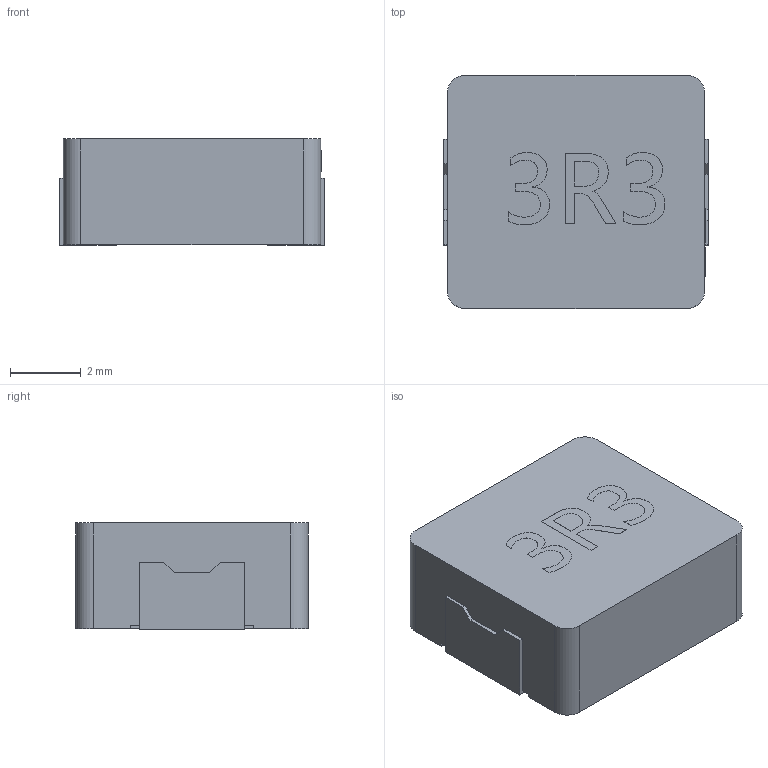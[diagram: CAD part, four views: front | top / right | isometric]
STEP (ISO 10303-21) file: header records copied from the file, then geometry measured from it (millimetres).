
FILE_DESCRIPTION(/* description */ (''),/* implementation_level */ '2;1');
FILE_NAME(/* name */ 'Power Inductors,7.5x6.step',/* time_stamp */ '2023-02-18T03:49:42+08:00',/* author */ (''),/* organization */ (''),/* preprocessor_version */ 'ST-DEVELOPER v19.2',/* originating_system */ 'Autodesk Translation Framework v11.17.0.187',/* authorisation */ '');
FILE_SCHEMA (('AUTOMOTIVE_DESIGN { 1 0 10303 214 3 1 1 }'));
Length unit declared in the file: millimetre
Products named in the file (4): (Unsaved); L1; IND-SMD_L7.5-W6.6; COMPOUND (1)
Assembly tree (3 placements, depth 4):
  (Unsaved)
    L1
      IND-SMD_L7.5-W6.6
        COMPOUND (1)
Bounding box: 7.5 x 6.6 x 3.01 mm (x, y, z)
Volume: 144.7 mm3; surface area: 219.4 mm2
Topology: 3 solids, 3 shells, 383 faces, 1041 edges, 694 vertices
Faces by surface type: plane 237, bspline 142, cylinder 4
Entity records: 15332 total; most frequent: CARTESIAN_POINT 5855, ORIENTED_EDGE 2082, DIRECTION 1437, EDGE_CURVE 1041, LINE 749, VECTOR 749, VERTEX_POINT 694, EDGE_LOOP 413
